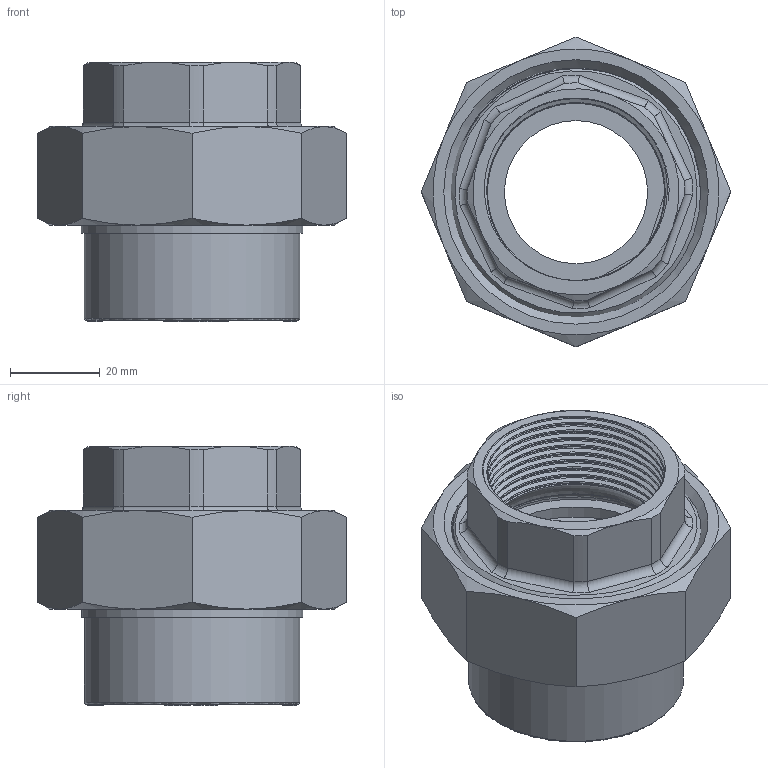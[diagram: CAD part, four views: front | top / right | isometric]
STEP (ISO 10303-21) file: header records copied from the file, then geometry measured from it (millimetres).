
FILE_DESCRIPTION(/* description */ ('STEP AP203'),/* implementation_level */ '2;1');
FILE_NAME(/* name */ 'AF0622.040.040_1.step',/* time_stamp */ '2025-12-17T11:28:19+01:00',/* author */ (''),/* organization */ (''),/* preprocessor_version */ 'ST-DEVELOPER v20.1',/* originating_system */ 'Autodesk Translation Framework v14.21.0.0',/* authorisation */ '');
FILE_SCHEMA (('AUTOMOTIVE_DESIGN { 1 0 10303 214 3 1 1 }'));
Length unit declared in the file: millimetre
Products named in the file (1): 2025-12-16-08-59-50-758
Bounding box: 69 x 69 x 57.84 mm (x, y, z)
Volume: 61947.7 mm3; surface area: 37703.4 mm2
Topology: 4 solids, 4 shells, 904 faces, 2545 edges, 1679 vertices
Faces by surface type: plane 779, cylinder 53, bspline 30, cone 28, torus 14
Full cylindrical faces by diameter (mm): 1.3 x1, 1.95 x1, 31.9 x1, 41.819 x8, 41.9 x1, 47.502 x1, 48 x1, 49.36 x1, 51.623 x1, 53.96 x1, 54 x1, 54.896 x3, 56.165 x6
Entity records: 40159 total; most frequent: CARTESIAN_POINT 17154, ORIENTED_EDGE 5086, DIRECTION 4218, EDGE_CURVE 2543, LINE 2244, VECTOR 2244, VERTEX_POINT 1678, AXIS2_PLACEMENT_3D 987
